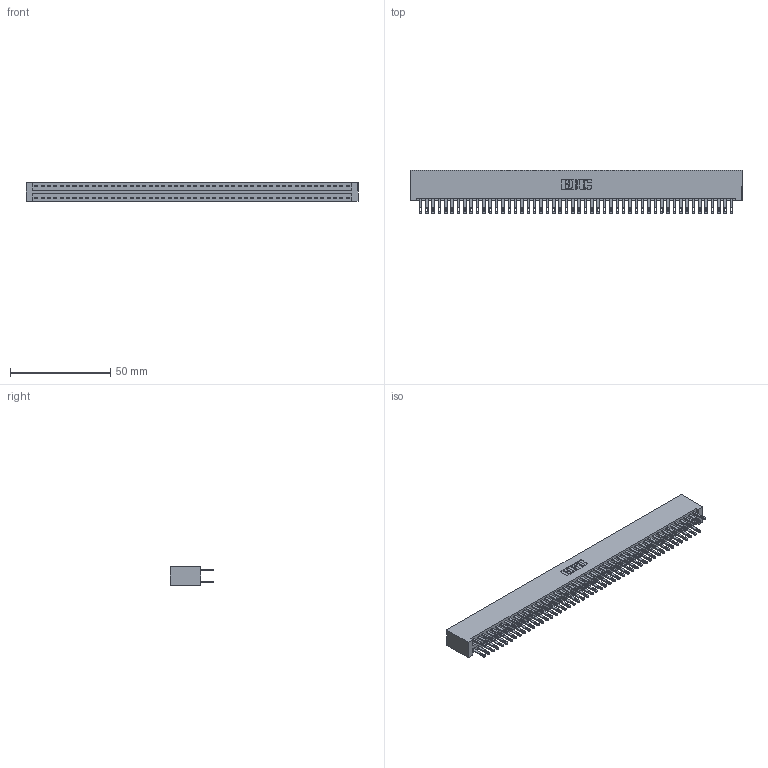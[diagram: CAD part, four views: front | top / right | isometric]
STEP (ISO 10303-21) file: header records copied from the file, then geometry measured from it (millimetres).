
FILE_DESCRIPTION (( 'STEP AP203' ), '1' );
FILE_NAME ('896-100-500-201.STEP', '2021-07-28T03:40:52', ( '' ), ( '' ), 'SwSTEP 2.0', 'SolidWorks 2020', '' );
FILE_SCHEMA (( 'CONFIG_CONTROL_DESIGN' ));
Length unit declared in the file: inch
Products named in the file (3): 846 Part_No Mounting Lugs; 345-292-001_345-293-100; 896-100-500-201
Assembly tree (100 placements, depth 2):
  896-100-500-201
    846 Part_No Mounting Lugs
    345-292-001_345-293-100  x99
Bounding box: 165.99 x 21.84 x 9.4 mm (x, y, z)
Volume: 17114.9 mm3; surface area: 24798.8 mm2
Topology: 100 solids, 100 shells, 4872 faces, 14879 edges, 9918 vertices
Faces by surface type: plane 2948, cylinder 1924
Entity records: 31175 total; most frequent: CARTESIAN_POINT 5127, ORIENTED_EDGE 5062, DIRECTION 4565, EDGE_CURVE 2531, LINE 2203, VECTOR 2203, VERTEX_POINT 1686, AXIS2_PLACEMENT_3D 1181
